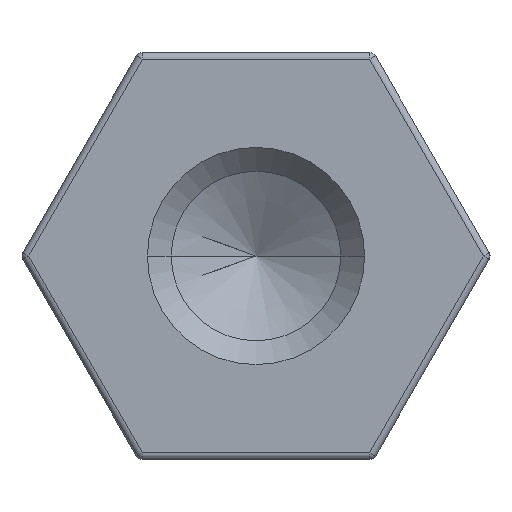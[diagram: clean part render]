
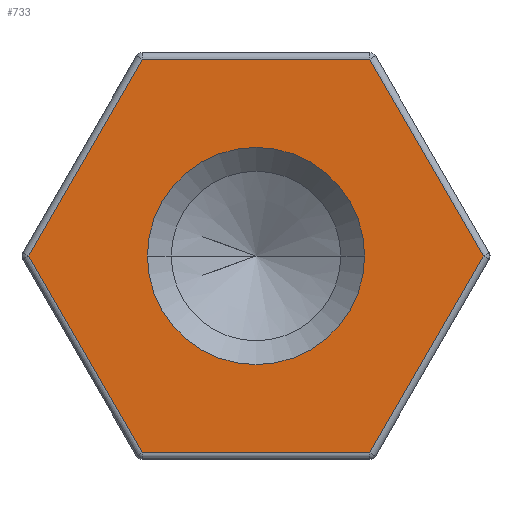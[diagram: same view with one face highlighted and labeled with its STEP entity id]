
A CAD part, left-side view. The second image highlights one B-rep face of the part: STEP entity #733.
In plain terms, the highlighted planar face has unit normal (-1, 0, 0).
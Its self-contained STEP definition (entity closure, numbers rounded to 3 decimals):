
#4 = ORIENTED_EDGE ( 'NONE', *, *, #287, .T. ) ;
#25 = AXIS2_PLACEMENT_3D ( 'NONE', #1435, #1351, #1053 ) ;
#37 = CARTESIAN_POINT ( 'NONE',  ( 0., -2.511, 1.45 ) ) ;
#38 = VERTEX_POINT ( 'NONE', #1099 ) ;
#91 = CARTESIAN_POINT ( 'NONE',  ( 0., 0., 0. ) ) ;
#107 = AXIS2_PLACEMENT_3D ( 'NONE', #91, #127, #114 ) ;
#114 = DIRECTION ( 'NONE',  ( 0., 1., 0. ) ) ;
#127 = DIRECTION ( 'NONE',  ( 1., 0., 0. ) ) ;
#184 = LINE ( 'NONE', #390, #374 ) ;
#187 = EDGE_CURVE ( 'NONE', #970, #38, #512, .T. ) ;
#190 = EDGE_CURVE ( 'NONE', #1190, #758, #501, .T. ) ;
#278 = EDGE_CURVE ( 'NONE', #1096, #1190, #412, .T. ) ;
#282 = EDGE_CURVE ( 'NONE', #902, #608, #385, .T. ) ;
#285 = EDGE_CURVE ( 'NONE', #608, #1096, #381, .T. ) ;
#286 = EDGE_CURVE ( 'NONE', #758, #1035, #184, .T. ) ;
#287 = EDGE_CURVE ( 'NONE', #1035, #902, #377, .T. ) ;
#324 = DIRECTION ( 'NONE',  ( 0., 0.5, -0.866 ) ) ;
#353 = EDGE_CURVE ( 'NONE', #38, #970, #707, .T. ) ;
#362 = CARTESIAN_POINT ( 'NONE',  ( 0., 2.511, 1.45 ) ) ;
#370 = VECTOR ( 'NONE', #324, 1000. ) ;
#374 = VECTOR ( 'NONE', #375, 1000. ) ;
#375 = DIRECTION ( 'NONE',  ( 0., 1., 0. ) ) ;
#377 = LINE ( 'NONE', #362, #370 ) ;
#381 = LINE ( 'NONE', #424, #1181 ) ;
#382 = VECTOR ( 'NONE', #469, 1000. ) ;
#385 = LINE ( 'NONE', #454, #1338 ) ;
#390 = CARTESIAN_POINT ( 'NONE',  ( 0., 0., 2.9 ) ) ;
#393 = CARTESIAN_POINT ( 'NONE',  ( 0., -1.674, 2.9 ) ) ;
#402 = DIRECTION ( 'NONE',  ( 0., -1., 0. ) ) ;
#412 = LINE ( 'NONE', #571, #382 ) ;
#413 = CARTESIAN_POINT ( 'NONE',  ( 0., 3.349, 0. ) ) ;
#424 = CARTESIAN_POINT ( 'NONE',  ( 0., 0., -2.9 ) ) ;
#425 = DIRECTION ( 'NONE',  ( 0., -0.5, -0.866 ) ) ;
#454 = CARTESIAN_POINT ( 'NONE',  ( 0., 2.511, -1.45 ) ) ;
#469 = DIRECTION ( 'NONE',  ( 0., -0.5, 0.866 ) ) ;
#494 = VECTOR ( 'NONE', #1289, 1000. ) ;
#501 = LINE ( 'NONE', #37, #494 ) ;
#512 = CIRCLE ( 'NONE', #107, 1.6 ) ;
#571 = CARTESIAN_POINT ( 'NONE',  ( 0., -2.511, -1.45 ) ) ;
#608 = VERTEX_POINT ( 'NONE', #880 ) ;
#707 = CIRCLE ( 'NONE', #25, 1.6 ) ;
#710 = CARTESIAN_POINT ( 'NONE',  ( 0., -3.349, 0. ) ) ;
#733 = ADVANCED_FACE ( 'NONE', ( #899, #1145 ), #1018, .F. ) ;
#758 = VERTEX_POINT ( 'NONE', #393 ) ;
#773 = ORIENTED_EDGE ( 'NONE', *, *, #353, .T. ) ;
#774 = ORIENTED_EDGE ( 'NONE', *, *, #187, .T. ) ;
#775 = ORIENTED_EDGE ( 'NONE', *, *, #278, .T. ) ;
#777 = ORIENTED_EDGE ( 'NONE', *, *, #285, .T. ) ;
#778 = ORIENTED_EDGE ( 'NONE', *, *, #282, .T. ) ;
#780 = ORIENTED_EDGE ( 'NONE', *, *, #286, .T. ) ;
#787 = ORIENTED_EDGE ( 'NONE', *, *, #190, .T. ) ;
#837 = AXIS2_PLACEMENT_3D ( 'NONE', #1128, #917, #1216 ) ;
#880 = CARTESIAN_POINT ( 'NONE',  ( 0., 1.674, -2.9 ) ) ;
#899 = FACE_OUTER_BOUND ( 'NONE', #1032, .T. ) ;
#902 = VERTEX_POINT ( 'NONE', #413 ) ;
#917 = DIRECTION ( 'NONE',  ( 1., 0., 0. ) ) ;
#965 = EDGE_LOOP ( 'NONE', ( #774, #773 ) ) ;
#970 = VERTEX_POINT ( 'NONE', #1336 ) ;
#1018 = PLANE ( 'NONE',  #837 ) ;
#1032 = EDGE_LOOP ( 'NONE', ( #787, #780, #4, #778, #777, #775 ) ) ;
#1035 = VERTEX_POINT ( 'NONE', #1275 ) ;
#1053 = DIRECTION ( 'NONE',  ( 0., 1., 0. ) ) ;
#1096 = VERTEX_POINT ( 'NONE', #1343 ) ;
#1099 = CARTESIAN_POINT ( 'NONE',  ( 0., -1.6, 0. ) ) ;
#1128 = CARTESIAN_POINT ( 'NONE',  ( 0., 0., 0. ) ) ;
#1145 = FACE_BOUND ( 'NONE', #965, .T. ) ;
#1181 = VECTOR ( 'NONE', #402, 1000. ) ;
#1190 = VERTEX_POINT ( 'NONE', #710 ) ;
#1216 = DIRECTION ( 'NONE',  ( 0., 1., 0. ) ) ;
#1275 = CARTESIAN_POINT ( 'NONE',  ( 0., 1.674, 2.9 ) ) ;
#1289 = DIRECTION ( 'NONE',  ( 0., 0.5, 0.866 ) ) ;
#1336 = CARTESIAN_POINT ( 'NONE',  ( 0., 1.6, 0. ) ) ;
#1338 = VECTOR ( 'NONE', #425, 1000. ) ;
#1343 = CARTESIAN_POINT ( 'NONE',  ( 0., -1.674, -2.9 ) ) ;
#1351 = DIRECTION ( 'NONE',  ( 1., 0., 0. ) ) ;
#1435 = CARTESIAN_POINT ( 'NONE',  ( 0., 0., 0. ) ) ;
